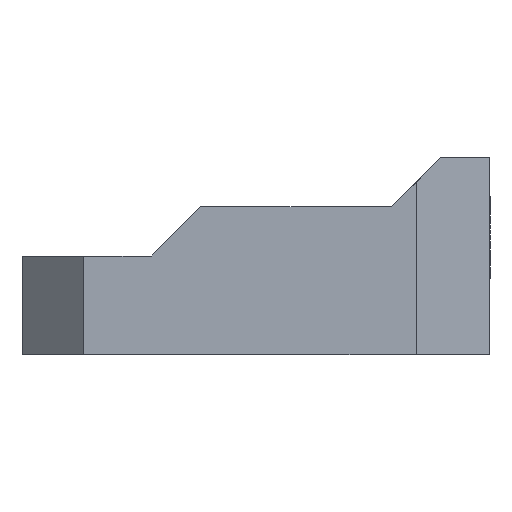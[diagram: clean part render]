
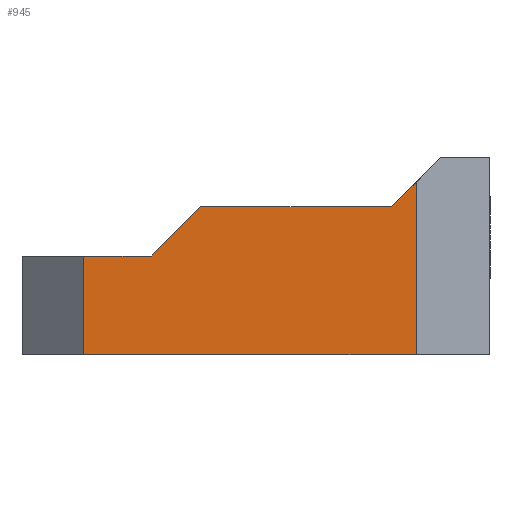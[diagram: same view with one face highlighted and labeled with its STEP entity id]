
A CAD part, front view. The second image highlights one B-rep face of the part: STEP entity #945.
In plain terms, the highlighted planar face has unit normal (0, -1, 0).
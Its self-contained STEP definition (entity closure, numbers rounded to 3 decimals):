
#5 = CARTESIAN_POINT ( 'NONE',  ( 5., 0., 4. ) ) ;
#110 = CARTESIAN_POINT ( 'NONE',  ( 14.5, 0., 12. ) ) ;
#129 = CARTESIAN_POINT ( 'NONE',  ( 14.5, 0., 12. ) ) ;
#146 = EDGE_CURVE ( 'NONE', #211, #939, #1137, .T. ) ;
#211 = VERTEX_POINT ( 'NONE', #516 ) ;
#238 = VECTOR ( 'NONE', #605, 1000. ) ;
#242 = ORIENTED_EDGE ( 'NONE', *, *, #568, .F. ) ;
#253 = LINE ( 'NONE', #5, #238 ) ;
#307 = FACE_OUTER_BOUND ( 'NONE', #635, .T. ) ;
#313 = PLANE ( 'NONE',  #1237 ) ;
#331 = CARTESIAN_POINT ( 'NONE',  ( 24., 0., 6. ) ) ;
#338 = CARTESIAN_POINT ( 'NONE',  ( 16.25, 0., 13.75 ) ) ;
#422 = EDGE_CURVE ( 'NONE', #211, #1062, #891, .T. ) ;
#476 = VECTOR ( 'NONE', #483, 1000. ) ;
#477 = LINE ( 'NONE', #576, #476 ) ;
#483 = DIRECTION ( 'NONE',  ( -1., 0., 0. ) ) ;
#488 = EDGE_CURVE ( 'NONE', #982, #1256, #734, .T. ) ;
#495 = VECTOR ( 'NONE', #1262, 1000. ) ;
#509 = ORIENTED_EDGE ( 'NONE', *, *, #944, .F. ) ;
#516 = CARTESIAN_POINT ( 'NONE',  ( 32., 0., 0. ) ) ;
#557 = DIRECTION ( 'NONE',  ( -1., 0., 0. ) ) ;
#563 = LINE ( 'NONE', #331, #495 ) ;
#568 = EDGE_CURVE ( 'NONE', #742, #982, #586, .T. ) ;
#576 = CARTESIAN_POINT ( 'NONE',  ( 14.5, 0., 8. ) ) ;
#580 = VERTEX_POINT ( 'NONE', #612 ) ;
#586 = LINE ( 'NONE', #338, #609 ) ;
#593 = EDGE_CURVE ( 'NONE', #1256, #1062, #563, .T. ) ;
#605 = DIRECTION ( 'NONE',  ( 0., 0., 1. ) ) ;
#609 = VECTOR ( 'NONE', #1089, 1000. ) ;
#612 = CARTESIAN_POINT ( 'NONE',  ( 5., 0., 8. ) ) ;
#631 = EDGE_CURVE ( 'NONE', #742, #580, #477, .T. ) ;
#635 = EDGE_LOOP ( 'NONE', ( #871, #745, #1270, #797, #242, #977, #509 ) ) ;
#660 = CARTESIAN_POINT ( 'NONE',  ( 5., 0., 0. ) ) ;
#714 = DIRECTION ( 'NONE',  ( 0., 1., 0. ) ) ;
#734 = LINE ( 'NONE', #129, #770 ) ;
#742 = VERTEX_POINT ( 'NONE', #1221 ) ;
#745 = ORIENTED_EDGE ( 'NONE', *, *, #422, .T. ) ;
#770 = VECTOR ( 'NONE', #974, 1000. ) ;
#797 = ORIENTED_EDGE ( 'NONE', *, *, #488, .F. ) ;
#837 = CARTESIAN_POINT ( 'NONE',  ( 32., 0., 0. ) ) ;
#871 = ORIENTED_EDGE ( 'NONE', *, *, #146, .F. ) ;
#878 = VECTOR ( 'NONE', #1250, 1000. ) ;
#891 = LINE ( 'NONE', #837, #878 ) ;
#939 = VERTEX_POINT ( 'NONE', #1065 ) ;
#944 = EDGE_CURVE ( 'NONE', #939, #580, #253, .T. ) ;
#945 = ADVANCED_FACE ( 'NONE', ( #307 ), #313, .F. ) ;
#974 = DIRECTION ( 'NONE',  ( 1., 0., 0. ) ) ;
#977 = ORIENTED_EDGE ( 'NONE', *, *, #631, .T. ) ;
#982 = VERTEX_POINT ( 'NONE', #110 ) ;
#1062 = VERTEX_POINT ( 'NONE', #1201 ) ;
#1065 = CARTESIAN_POINT ( 'NONE',  ( 5., 0., 0. ) ) ;
#1089 = DIRECTION ( 'NONE',  ( 0.707, 0., 0.707 ) ) ;
#1137 = LINE ( 'NONE', #660, #1259 ) ;
#1150 = DIRECTION ( 'NONE',  ( 0., 0., 1. ) ) ;
#1185 = CARTESIAN_POINT ( 'NONE',  ( 30., 0., 12. ) ) ;
#1201 = CARTESIAN_POINT ( 'NONE',  ( 32., 0., 14. ) ) ;
#1221 = CARTESIAN_POINT ( 'NONE',  ( 10.5, 0., 8. ) ) ;
#1237 = AXIS2_PLACEMENT_3D ( 'NONE', #1255, #714, #1150 ) ;
#1250 = DIRECTION ( 'NONE',  ( 0., 0., 1. ) ) ;
#1255 = CARTESIAN_POINT ( 'NONE',  ( 30., 0., 0. ) ) ;
#1256 = VERTEX_POINT ( 'NONE', #1185 ) ;
#1259 = VECTOR ( 'NONE', #557, 1000. ) ;
#1262 = DIRECTION ( 'NONE',  ( 0.707, 0., 0.707 ) ) ;
#1270 = ORIENTED_EDGE ( 'NONE', *, *, #593, .F. ) ;
